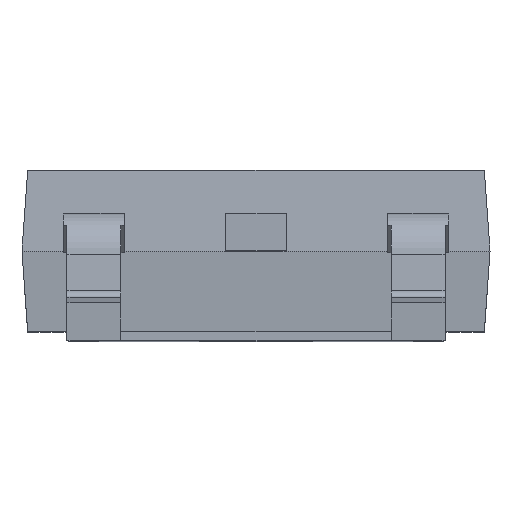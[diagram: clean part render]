
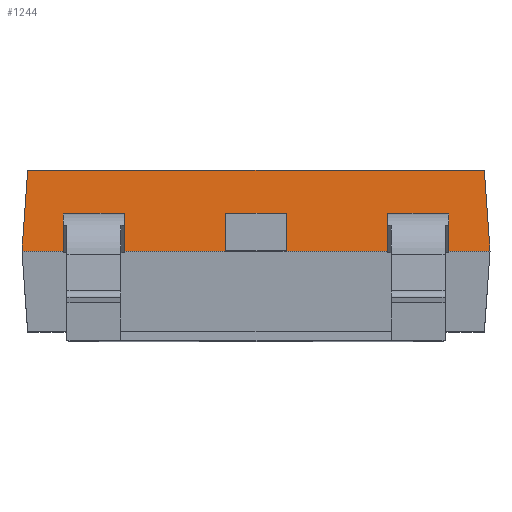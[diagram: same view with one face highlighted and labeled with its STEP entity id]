
A CAD part, top view. The second image highlights one B-rep face of the part: STEP entity #1244.
In plain terms, the highlighted planar face has unit normal (0, 0.07, 0.998).
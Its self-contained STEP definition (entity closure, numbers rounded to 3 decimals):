
#29 = CARTESIAN_POINT ( 'NONE',  ( -3.3, 1.264, 2.125 ) ) ;
#57 = VECTOR ( 'NONE', #172, 1000. ) ;
#162 = CARTESIAN_POINT ( 'NONE',  ( 3.3, 2.4, 2.046 ) ) ;
#172 = DIRECTION ( 'NONE',  ( 0.07, -0.995, 0.07 ) ) ;
#210 = AXIS2_PLACEMENT_3D ( 'NONE', #2780, #3050, #853 ) ;
#452 = CARTESIAN_POINT ( 'NONE',  ( -3.221, 2.4, 2.046 ) ) ;
#578 = DIRECTION ( 'NONE',  ( -1., 0., 0. ) ) ;
#787 = VERTEX_POINT ( 'NONE', #1978 ) ;
#820 = VERTEX_POINT ( 'NONE', #2263 ) ;
#853 = DIRECTION ( 'NONE',  ( -1., 0., 0. ) ) ;
#1056 = LINE ( 'NONE', #1818, #3431 ) ;
#1244 = ADVANCED_FACE ( 'NONE', ( #2148 ), #1951, .T. ) ;
#1287 = EDGE_CURVE ( 'NONE', #787, #2329, #1290, .T. ) ;
#1290 = LINE ( 'NONE', #3324, #3310 ) ;
#1401 = VERTEX_POINT ( 'NONE', #452 ) ;
#1622 = VECTOR ( 'NONE', #1814, 1000. ) ;
#1779 = DIRECTION ( 'NONE',  ( -0.07, -0.995, 0.07 ) ) ;
#1814 = DIRECTION ( 'NONE',  ( 1., 0., 0. ) ) ;
#1818 = CARTESIAN_POINT ( 'NONE',  ( -3.29, 1.411, 2.115 ) ) ;
#1951 = PLANE ( 'NONE',  #210 ) ;
#1978 = CARTESIAN_POINT ( 'NONE',  ( 3.3, 1.264, 2.125 ) ) ;
#2019 = EDGE_LOOP ( 'NONE', ( #2331, #2311, #2915, #2168 ) ) ;
#2148 = FACE_OUTER_BOUND ( 'NONE', #2019, .T. ) ;
#2168 = ORIENTED_EDGE ( 'NONE', *, *, #3543, .F. ) ;
#2263 = CARTESIAN_POINT ( 'NONE',  ( 3.221, 2.4, 2.046 ) ) ;
#2311 = ORIENTED_EDGE ( 'NONE', *, *, #2432, .T. ) ;
#2329 = VERTEX_POINT ( 'NONE', #29 ) ;
#2331 = ORIENTED_EDGE ( 'NONE', *, *, #3442, .F. ) ;
#2344 = CARTESIAN_POINT ( 'NONE',  ( 3.205, 2.623, 2.03 ) ) ;
#2432 = EDGE_CURVE ( 'NONE', #1401, #2329, #1056, .T. ) ;
#2780 = CARTESIAN_POINT ( 'NONE',  ( 0., 2.4, 2.046 ) ) ;
#2915 = ORIENTED_EDGE ( 'NONE', *, *, #1287, .F. ) ;
#2968 = LINE ( 'NONE', #162, #1622 ) ;
#3050 = DIRECTION ( 'NONE',  ( 0., 0.07, 0.998 ) ) ;
#3310 = VECTOR ( 'NONE', #578, 1000. ) ;
#3324 = CARTESIAN_POINT ( 'NONE',  ( -3.3, 1.263, 2.125 ) ) ;
#3426 = LINE ( 'NONE', #2344, #57 ) ;
#3431 = VECTOR ( 'NONE', #1779, 1000. ) ;
#3442 = EDGE_CURVE ( 'NONE', #1401, #820, #2968, .T. ) ;
#3543 = EDGE_CURVE ( 'NONE', #820, #787, #3426, .T. ) ;
